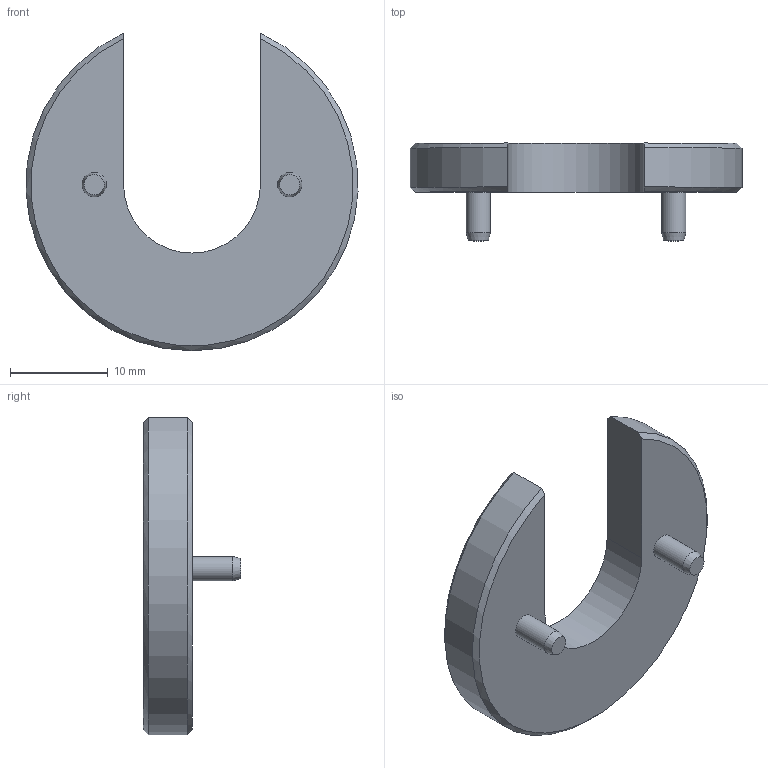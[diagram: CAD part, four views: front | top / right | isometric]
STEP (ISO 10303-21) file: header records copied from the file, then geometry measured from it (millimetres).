
FILE_DESCRIPTION( ( 'STEP AP214' ), '1' );
FILE_NAME( 'K0344.95.stp', '2020-12-03T13:53:26', ( '' ), ( '' ), ' ', 'PARTsolutions', ' ' );
FILE_SCHEMA( ( 'AUTOMOTIVE_DESIGN { 1 0 10303 214 1 1 1 1 }' ) );
Length unit declared in the file: millimetre
Products named in the file (1): _K0344.95
Bounding box: 33.97 x 10 x 32.49 mm (x, y, z)
Volume: 3024.2 mm3; surface area: 1945.8 mm2
Topology: 1 solids, 1 shells, 14 faces, 30 edges, 20 vertices
Faces by surface type: plane 6, cone 4, cylinder 4
Full cylindrical faces by diameter (mm): 2.5 x2
Entity records: 480 total; most frequent: CARTESIAN_POINT 69, DIRECTION 62, ORIENTED_EDGE 48, AXIS2_PLACEMENT_3D 27, EDGE_CURVE 24, EDGE_LOOP 20, VERTEX_POINT 18, FACE_OUTER_BOUND 16
